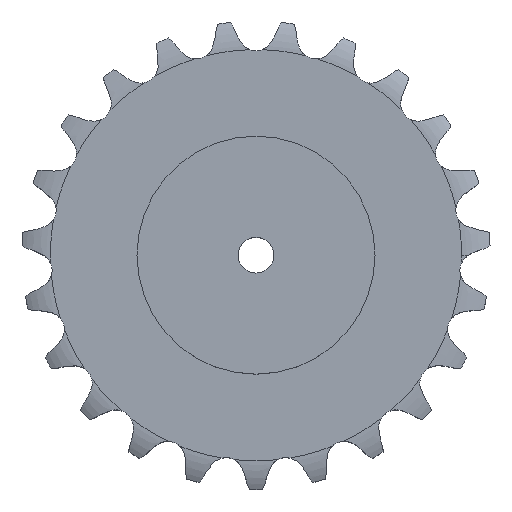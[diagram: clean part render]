
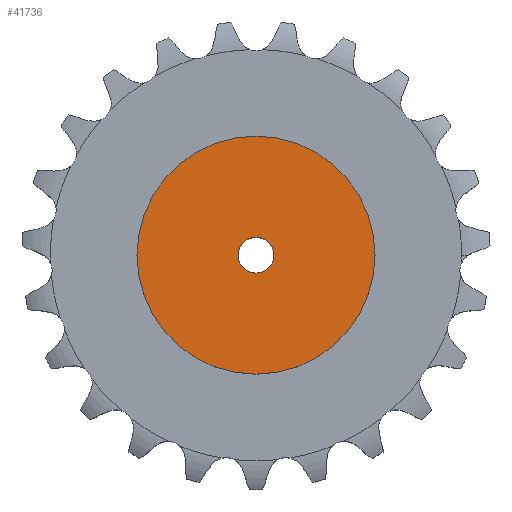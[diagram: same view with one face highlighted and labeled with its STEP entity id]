
A CAD part, top view. The second image highlights one B-rep face of the part: STEP entity #41736.
In plain terms, the highlighted planar face has unit normal (0, 0, 1).
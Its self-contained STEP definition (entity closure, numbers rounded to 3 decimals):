
#22304 = CYLINDRICAL_SURFACE('',#22305,15.);
#22305 = AXIS2_PLACEMENT_3D('',#22306,#22307,#22308);
#22306 = CARTESIAN_POINT('',(0.,0.,612.292));
#22307 = DIRECTION('',(0.,0.,1.));
#22308 = DIRECTION('',(1.,0.,0.));
#28259 = EDGE_CURVE('',#28260,#28260,#28262,.T.);
#28260 = VERTEX_POINT('',#28261);
#28261 = CARTESIAN_POINT('',(15.,0.,120.));
#28262 = SURFACE_CURVE('',#28263,(#28268,#28275),.PCURVE_S1.);
#28263 = CIRCLE('',#28264,15.);
#28264 = AXIS2_PLACEMENT_3D('',#28265,#28266,#28267);
#28265 = CARTESIAN_POINT('',(0.,0.,120.));
#28266 = DIRECTION('',(0.,0.,1.));
#28267 = DIRECTION('',(1.,0.,0.));
#28268 = PCURVE('',#22304,#28269);
#28269 = DEFINITIONAL_REPRESENTATION('',(#28270),#28274);
#28270 = LINE('',#28271,#28272);
#28271 = CARTESIAN_POINT('',(0.,-492.292));
#28272 = VECTOR('',#28273,1.);
#28273 = DIRECTION('',(1.,0.));
#28274 = ( GEOMETRIC_REPRESENTATION_CONTEXT(2) 
PARAMETRIC_REPRESENTATION_CONTEXT() REPRESENTATION_CONTEXT('2D SPACE',''
  ) );
#28275 = PCURVE('',#28276,#28281);
#28276 = PLANE('',#28277);
#28277 = AXIS2_PLACEMENT_3D('',#28278,#28279,#28280);
#28278 = CARTESIAN_POINT('',(0.,0.,120.
    ));
#28279 = DIRECTION('',(0.,0.,1.));
#28280 = DIRECTION('',(1.,0.,0.));
#28281 = DEFINITIONAL_REPRESENTATION('',(#28282),#28286);
#28282 = CIRCLE('',#28283,15.);
#28283 = AXIS2_PLACEMENT_2D('',#28284,#28285);
#28284 = CARTESIAN_POINT('',(0.,0.));
#28285 = DIRECTION('',(1.,0.));
#28286 = ( GEOMETRIC_REPRESENTATION_CONTEXT(2) 
PARAMETRIC_REPRESENTATION_CONTEXT() REPRESENTATION_CONTEXT('2D SPACE',''
  ) );
#41736 = ADVANCED_FACE('',(#41737,#41768),#28276,.T.);
#41737 = FACE_BOUND('',#41738,.T.);
#41738 = EDGE_LOOP('',(#41739));
#41739 = ORIENTED_EDGE('',*,*,#41740,.T.);
#41740 = EDGE_CURVE('',#41741,#41741,#41743,.T.);
#41741 = VERTEX_POINT('',#41742);
#41742 = CARTESIAN_POINT('',(100.,0.,120.));
#41743 = SURFACE_CURVE('',#41744,(#41749,#41756),.PCURVE_S1.);
#41744 = CIRCLE('',#41745,100.);
#41745 = AXIS2_PLACEMENT_3D('',#41746,#41747,#41748);
#41746 = CARTESIAN_POINT('',(0.,0.,120.));
#41747 = DIRECTION('',(0.,0.,1.));
#41748 = DIRECTION('',(1.,0.,0.));
#41749 = PCURVE('',#28276,#41750);
#41750 = DEFINITIONAL_REPRESENTATION('',(#41751),#41755);
#41751 = CIRCLE('',#41752,100.);
#41752 = AXIS2_PLACEMENT_2D('',#41753,#41754);
#41753 = CARTESIAN_POINT('',(0.,0.));
#41754 = DIRECTION('',(1.,0.));
#41755 = ( GEOMETRIC_REPRESENTATION_CONTEXT(2) 
PARAMETRIC_REPRESENTATION_CONTEXT() REPRESENTATION_CONTEXT('2D SPACE',''
  ) );
#41756 = PCURVE('',#41757,#41762);
#41757 = CYLINDRICAL_SURFACE('',#41758,100.);
#41758 = AXIS2_PLACEMENT_3D('',#41759,#41760,#41761);
#41759 = CARTESIAN_POINT('',(0.,0.,0.));
#41760 = DIRECTION('',(-0.,-0.,-1.));
#41761 = DIRECTION('',(1.,0.,0.));
#41762 = DEFINITIONAL_REPRESENTATION('',(#41763),#41767);
#41763 = LINE('',#41764,#41765);
#41764 = CARTESIAN_POINT('',(-0.,-120.));
#41765 = VECTOR('',#41766,1.);
#41766 = DIRECTION('',(-1.,0.));
#41767 = ( GEOMETRIC_REPRESENTATION_CONTEXT(2) 
PARAMETRIC_REPRESENTATION_CONTEXT() REPRESENTATION_CONTEXT('2D SPACE',''
  ) );
#41768 = FACE_BOUND('',#41769,.T.);
#41769 = EDGE_LOOP('',(#41770));
#41770 = ORIENTED_EDGE('',*,*,#28259,.F.);
